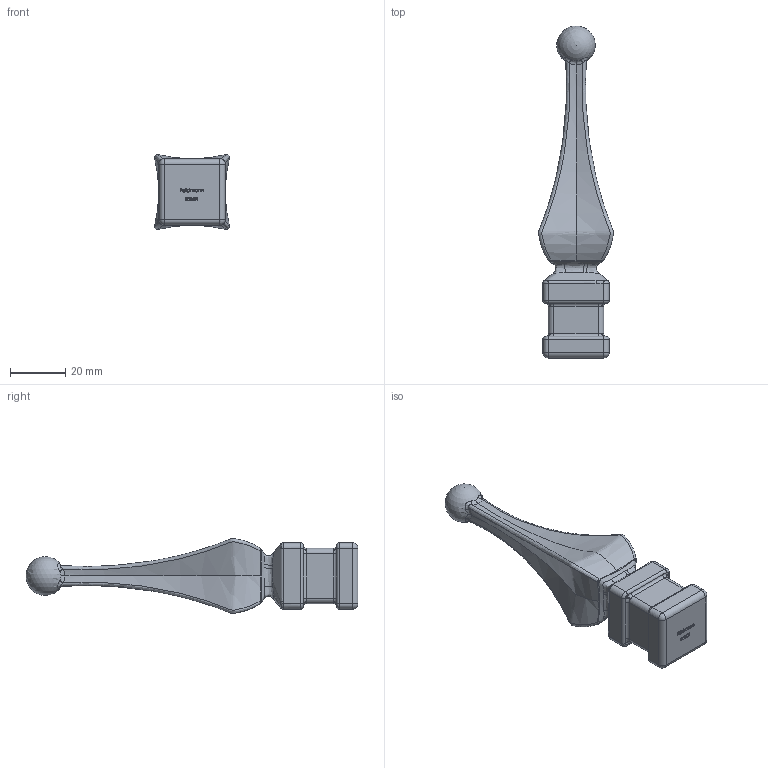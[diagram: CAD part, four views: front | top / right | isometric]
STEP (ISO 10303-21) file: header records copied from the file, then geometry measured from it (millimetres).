
FILE_DESCRIPTION (( 'STEP AP203' ), '1' );
FILE_NAME ('32501.STEP', '2024-11-26T13:30:50', ( '' ), ( '' ), 'SwSTEP 2.0', 'SolidWorks 2018', '' );
FILE_SCHEMA (( 'CONFIG_CONTROL_DESIGN' ));
Length unit declared in the file: millimetre
Products named in the file (1): 32501
Bounding box: 27.1 x 119.94 x 27.09 mm (x, y, z)
Volume: 32894.4 mm3; surface area: 8562.2 mm2
Topology: 1 solids, 1 shells, 376 faces, 982 edges, 603 vertices
Faces by surface type: bspline 169, plane 130, cylinder 36, torus 32, sphere 9
Entity records: 23387 total; most frequent: CARTESIAN_POINT 15446, ORIENTED_EDGE 1912, DIRECTION 1165, EDGE_CURVE 956, VERTEX_POINT 601, LINE 405, VECTOR 405, EDGE_LOOP 395
